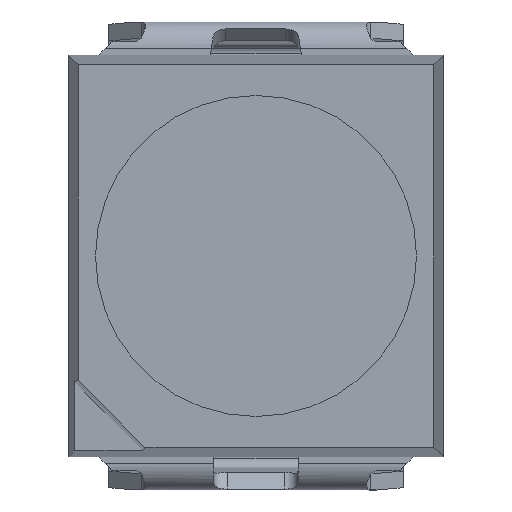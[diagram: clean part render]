
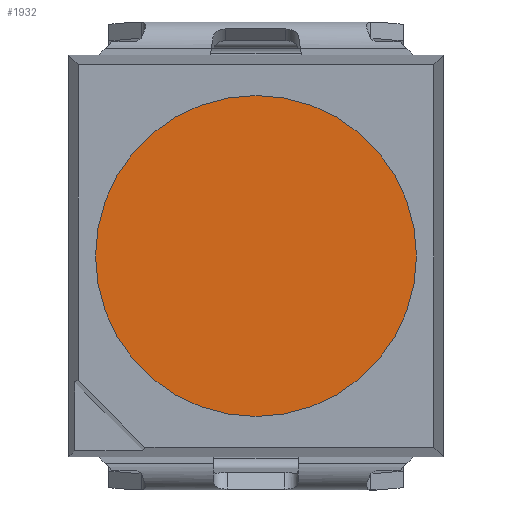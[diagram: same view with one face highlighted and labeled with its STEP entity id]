
A CAD part, front view. The second image highlights one B-rep face of the part: STEP entity #1932.
In plain terms, the highlighted planar face has unit normal (0, -1, 0).
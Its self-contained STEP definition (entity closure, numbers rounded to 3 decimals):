
#65 = DIRECTION ( 'NONE',  ( 0., -1., 0. ) ) ;
#439 = CARTESIAN_POINT ( 'NONE',  ( 6.582, -3.4, 29.01 ) ) ;
#824 = CARTESIAN_POINT ( 'NONE',  ( 5.982, -3.4, 30.21 ) ) ;
#895 = CARTESIAN_POINT ( 'NONE',  ( 6.582, -3.4, 30.21 ) ) ;
#1215 = VERTEX_POINT ( 'NONE', #439 ) ;
#1380 = CIRCLE ( 'NONE', #6206, 1.2 ) ;
#1461 = DIRECTION ( 'NONE',  ( 0., 0., -1. ) ) ;
#1539 = DIRECTION ( 'NONE',  ( 0., 0., 1. ) ) ;
#1932 = ADVANCED_FACE ( 'NONE', ( #7427 ), #5890, .T. ) ;
#2834 = ORIENTED_EDGE ( 'NONE', *, *, #8172, .T. ) ;
#3293 = EDGE_LOOP ( 'NONE', ( #2834, #6173 ) ) ;
#3892 = CARTESIAN_POINT ( 'NONE',  ( 6.582, -3.4, 30.21 ) ) ;
#4532 = DIRECTION ( 'NONE',  ( 0., 0., 1. ) ) ;
#4537 = EDGE_CURVE ( 'NONE', #1215, #7179, #7791, .T. ) ;
#5261 = DIRECTION ( 'NONE',  ( 0., -1., 0. ) ) ;
#5335 = DIRECTION ( 'NONE',  ( 0., -1., 0. ) ) ;
#5890 = PLANE ( 'NONE',  #7500 ) ;
#6173 = ORIENTED_EDGE ( 'NONE', *, *, #4537, .T. ) ;
#6206 = AXIS2_PLACEMENT_3D ( 'NONE', #3892, #65, #4532 ) ;
#6675 = CARTESIAN_POINT ( 'NONE',  ( 6.582, -3.4, 31.41 ) ) ;
#7179 = VERTEX_POINT ( 'NONE', #6675 ) ;
#7427 = FACE_OUTER_BOUND ( 'NONE', #3293, .T. ) ;
#7500 = AXIS2_PLACEMENT_3D ( 'NONE', #824, #5261, #1461 ) ;
#7674 = AXIS2_PLACEMENT_3D ( 'NONE', #895, #5335, #1539 ) ;
#7791 = CIRCLE ( 'NONE', #7674, 1.2 ) ;
#8172 = EDGE_CURVE ( 'NONE', #7179, #1215, #1380, .T. ) ;
